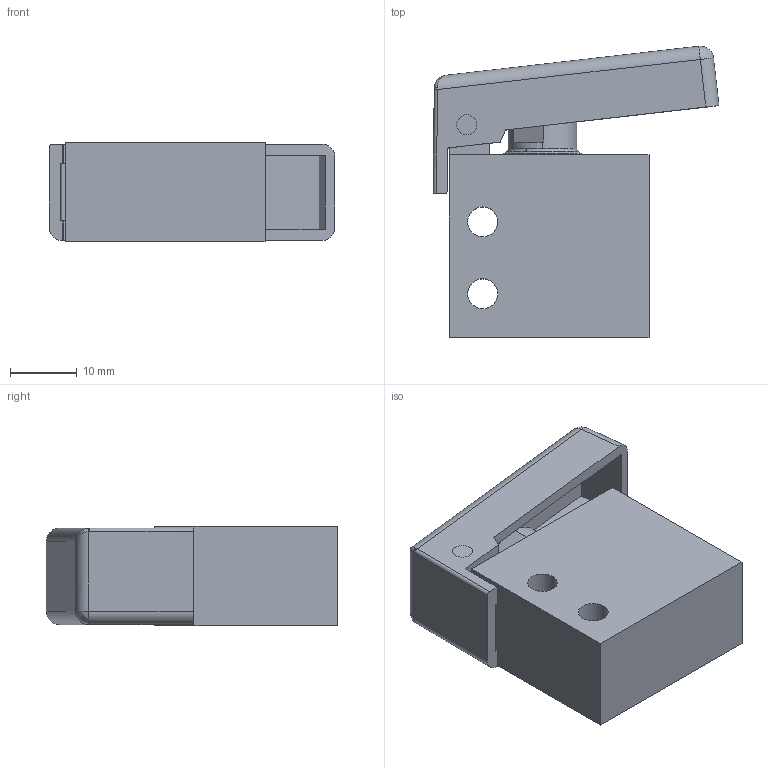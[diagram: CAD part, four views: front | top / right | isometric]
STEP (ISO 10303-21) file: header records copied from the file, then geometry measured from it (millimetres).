
FILE_DESCRIPTION (( 'STEP AP214' ), '1' );
FILE_NAME ('08_257_4.STEP', '2016-08-02T15:51:43', ( '' ), ( '' ), 'SwSTEP 2.0', 'SolidWorks 2016', '' );
FILE_SCHEMA (( 'AUTOMOTIVE_DESIGN' ));
Length unit declared in the file: millimetre
Products named in the file (1): 08_257_4
Bounding box: 42.98 x 43.81 x 15 mm (x, y, z)
Volume: 15141.2 mm3; surface area: 7953.6 mm2
Topology: 3 solids, 3 shells, 97 faces, 246 edges, 158 vertices
Faces by surface type: plane 45, cylinder 32, cone 11, bspline 9
Entity records: 3607 total; most frequent: CARTESIAN_POINT 958, DIRECTION 498, ORIENTED_EDGE 486, EDGE_CURVE 243, AXIS2_PLACEMENT_3D 181, VERTEX_POINT 158, LINE 136, VECTOR 136
